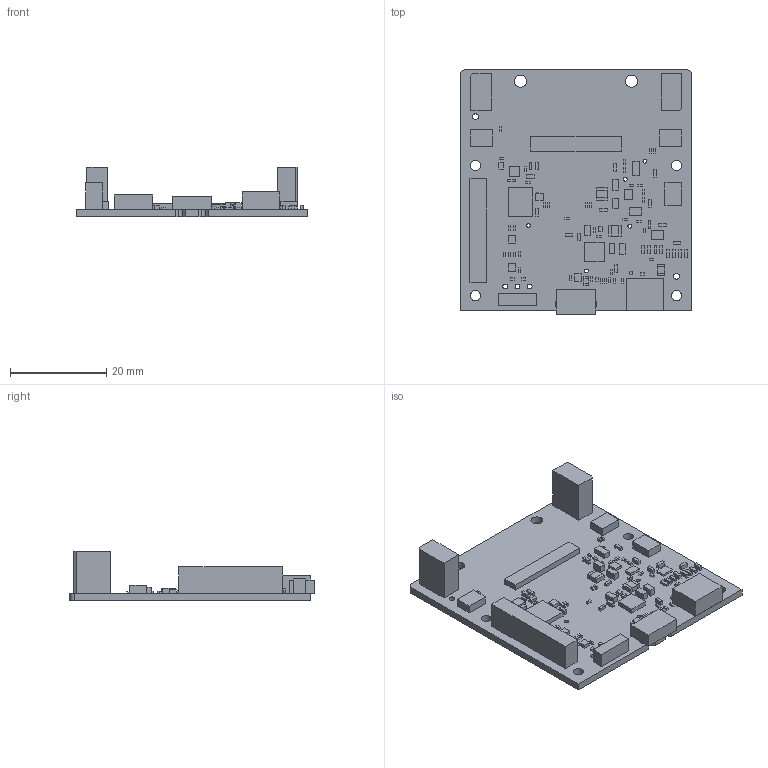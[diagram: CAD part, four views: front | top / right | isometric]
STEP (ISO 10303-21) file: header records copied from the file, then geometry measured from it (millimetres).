
FILE_DESCRIPTION(('Open CASCADE Model'),'2;1');
FILE_NAME('Open CASCADE Shape Model','2017-01-25T13:14:03',('Author'),( 'Open CASCADE'),'Open CASCADE STEP processor 6.8','Open CASCADE 6.8' ,'Unknown');
FILE_SCHEMA(('AUTOMOTIVE_DESIGN { 1 0 10303 214 1 1 1 1 }'));
Length unit declared in the file: millimetre
Products named in the file (259): PCB; Board; R16; 828137448; Extruded; R12; C9; 828137856; U4; 828141120; U3; 828143024; S3; 828143160; Q1; 828140984; C8; 828137584; C7; J3; 828140304; TP10; 1062206160; Cylinder; TP62; 1062206032; TP61; TP60; TP59; TP58; TP57; TP56; TP55; TP54; TP53; TP52; TP51; TP50; TP49; TP48 ...
Assembly tree (382 placements, depth 4):
  PCB
    Board
    R16
      828137448
        Extruded
    R12
      828137448
        Extruded
    C9
      828137856
        Extruded
    U4
      828141120
        Extruded
    U3
      828143024
        Extruded
    S3
      828143160
        Extruded
    Q1
      828140984
        Extruded
    C8
      828137584
        Extruded
    C7
      828137584
        Extruded
    J3
      828140304
        Extruded
    TP10
      1062206160
        Cylinder
    TP62
      1062206032
        Cylinder
    TP61
      1062206032
        Cylinder
    TP60
      1062206160
        Cylinder
    TP59
      1062206032
        Cylinder
    TP58
      1062206032
        Cylinder
    TP57
      1062206032
        Cylinder
    TP56
      1062206032
        Cylinder
    TP55
      1062206032
        Cylinder
    TP54
Bounding box: 48 x 50.7 x 10.34 mm (x, y, z)
Volume: 5201.9 mm3; surface area: 7690 mm2
Topology: 172 solids, 172 shells, 883 faces, 1617 edges, 1078 vertices
Faces by surface type: plane 792, cylinder 91
Full cylindrical faces by diameter (mm): 0.8 x8, 1 x67, 1.2 x2, 2.15 x4, 2.5 x2
Entity records: 14506 total; most frequent: DIRECTION 2135, CARTESIAN_POINT 1817, ORIENTED_EDGE 1338, AXIS2_PLACEMENT_3D 764, EDGE_CURVE 669, PRODUCT_DEFINITION_SHAPE 641, LINE 607, VECTOR 607
